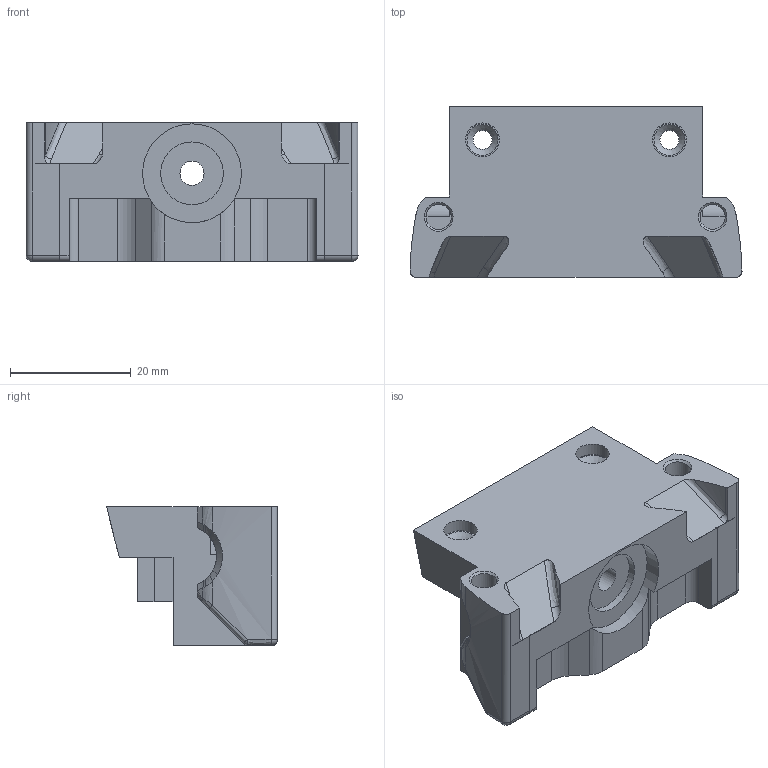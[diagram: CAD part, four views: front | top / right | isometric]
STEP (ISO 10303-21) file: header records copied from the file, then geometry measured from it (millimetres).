
FILE_DESCRIPTION(/* description */ (''),/* implementation_level */ '2;1');
FILE_NAME(/* name */ 'Jubilee LGX afterburner adapter.stp',/* time_stamp */ '2022-06-25T23:22:12+02:00',/* author */ ('Maarten'),/* organization */ (''),/* preprocessor_version */ 'ST-DEVELOPER v19',/* originating_system */ 'Autodesk Inventor 2023',/* authorisation */ '');
FILE_SCHEMA (('AUTOMOTIVE_DESIGN { 1 0 10303 214 3 1 1 }'));
Length unit declared in the file: millimetre
Products named in the file (1): adapter lgx
Bounding box: 55.04 x 28.3 x 23 mm (x, y, z)
Volume: 20924.4 mm3; surface area: 7374.2 mm2
Topology: 1 solids, 1 shells, 159 faces, 425 edges, 271 vertices
Faces by surface type: plane 64, bspline 56, cylinder 29, cone 6, sphere 4
Full cylindrical faces by diameter (mm): 3.15 x2, 4 x1, 4.15 x3, 4.2 x2, 5.6 x2, 10.4 x1, 16.4 x1
Entity records: 6092 total; most frequent: CARTESIAN_POINT 2331, ORIENTED_EDGE 854, DIRECTION 652, EDGE_CURVE 427, VERTEX_POINT 271, LINE 230, VECTOR 230, AXIS2_PLACEMENT_3D 211
